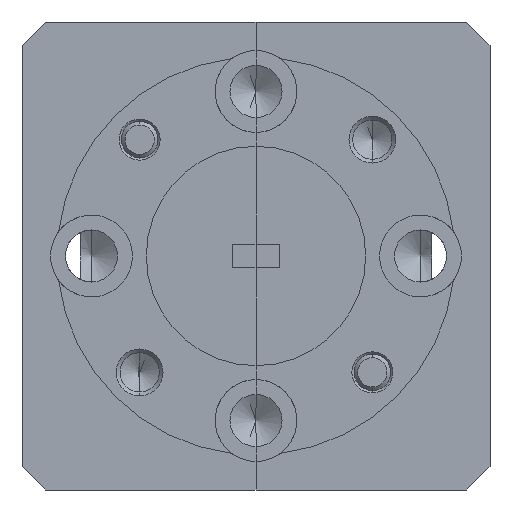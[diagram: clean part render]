
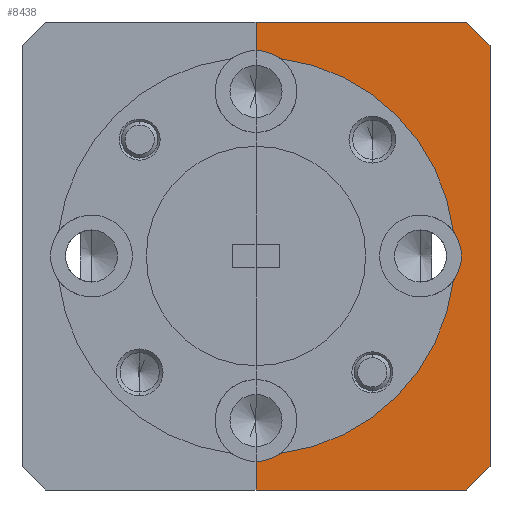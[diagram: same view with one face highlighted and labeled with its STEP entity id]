
A CAD part, front view. The second image highlights one B-rep face of the part: STEP entity #8438.
In plain terms, the highlighted planar face has unit normal (0, -1, 0).
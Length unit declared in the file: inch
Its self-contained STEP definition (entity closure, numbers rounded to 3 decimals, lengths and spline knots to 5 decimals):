
#61 = VERTEX_POINT ( 'NONE', #21180 ) ;
#278 = ORIENTED_EDGE ( 'NONE', *, *, #16574, .T. ) ;
#1132 = EDGE_CURVE ( 'NONE', #15993, #16356, #12693, .T. ) ;
#1414 = ORIENTED_EDGE ( 'NONE', *, *, #2550, .F. ) ;
#1599 = LINE ( 'NONE', #11899, #3398 ) ;
#1849 = DIRECTION ( 'NONE',  ( 0., 0., 1. ) ) ;
#2162 = CARTESIAN_POINT ( 'NONE',  ( 0.33, -0.81, -0.43 ) ) ;
#2273 = AXIS2_PLACEMENT_3D ( 'NONE', #20512, #18968, #7119 ) ;
#2453 = VERTEX_POINT ( 'NONE', #19015 ) ;
#2550 = EDGE_CURVE ( 'NONE', #10445, #6420, #6053, .T. ) ;
#2927 = VERTEX_POINT ( 'NONE', #17325 ) ;
#2938 = CARTESIAN_POINT ( 'NONE',  ( 0., -0.81, -0.4 ) ) ;
#2945 = DIRECTION ( 'NONE',  ( 0., 0., 1. ) ) ;
#3207 = CARTESIAN_POINT ( 'NONE',  ( 0.04177, -0.81, -0.33743 ) ) ;
#3398 = VECTOR ( 'NONE', #16990, 39.37008 ) ;
#3511 = VECTOR ( 'NONE', #10496, 39.37008 ) ;
#3898 = AXIS2_PLACEMENT_3D ( 'NONE', #12667, #6030, #7464 ) ;
#3988 = EDGE_CURVE ( 'NONE', #10445, #8740, #6438, .T. ) ;
#4339 = CARTESIAN_POINT ( 'NONE',  ( 0.4, -0.81, -0.36 ) ) ;
#4675 = VERTEX_POINT ( 'NONE', #6165 ) ;
#4831 = LINE ( 'NONE', #2938, #14592 ) ;
#5877 = VECTOR ( 'NONE', #9333, 39.37008 ) ;
#6030 = DIRECTION ( 'NONE',  ( 0., 1., 0. ) ) ;
#6053 = LINE ( 'NONE', #18218, #17970 ) ;
#6165 = CARTESIAN_POINT ( 'NONE',  ( 0.33743, -0.81, 0.04177 ) ) ;
#6243 = LINE ( 'NONE', #10882, #5877 ) ;
#6324 = ORIENTED_EDGE ( 'NONE', *, *, #20196, .T. ) ;
#6420 = VERTEX_POINT ( 'NONE', #21515 ) ;
#6438 = CIRCLE ( 'NONE', #16325, 0.07 ) ;
#6452 = CARTESIAN_POINT ( 'NONE',  ( 0.36, -0.81, 0.4 ) ) ;
#6653 = DIRECTION ( 'NONE',  ( 0., 0., 1. ) ) ;
#7119 = DIRECTION ( 'NONE',  ( 0., 0., -1. ) ) ;
#7423 = ORIENTED_EDGE ( 'NONE', *, *, #9609, .T. ) ;
#7464 = DIRECTION ( 'NONE',  ( 0., 0., 1. ) ) ;
#7538 = VECTOR ( 'NONE', #19938, 39.37008 ) ;
#8199 = CARTESIAN_POINT ( 'NONE',  ( 0.33743, -0.81, -0.04177 ) ) ;
#8438 = ADVANCED_FACE ( 'NONE', ( #15528 ), #10645, .T. ) ;
#8595 = CARTESIAN_POINT ( 'NONE',  ( 0., -0.81, 0. ) ) ;
#8740 = VERTEX_POINT ( 'NONE', #9745 ) ;
#8921 = ORIENTED_EDGE ( 'NONE', *, *, #14004, .T. ) ;
#9333 = DIRECTION ( 'NONE',  ( -0.707, 0., 0.707 ) ) ;
#9355 = ORIENTED_EDGE ( 'NONE', *, *, #21295, .T. ) ;
#9609 = EDGE_CURVE ( 'NONE', #4675, #15993, #15405, .T. ) ;
#9734 = AXIS2_PLACEMENT_3D ( 'NONE', #21537, #18110, #2945 ) ;
#9745 = CARTESIAN_POINT ( 'NONE',  ( 0.04177, -0.81, 0.33743 ) ) ;
#10445 = VERTEX_POINT ( 'NONE', #19130 ) ;
#10496 = DIRECTION ( 'NONE',  ( -1., 0., 0. ) ) ;
#10645 = PLANE ( 'NONE',  #2273 ) ;
#10882 = CARTESIAN_POINT ( 'NONE',  ( 0.73, -0.81, 0.03 ) ) ;
#11239 = DIRECTION ( 'NONE',  ( 0., 0., 1. ) ) ;
#11455 = DIRECTION ( 'NONE',  ( 0., 0., 1. ) ) ;
#11899 = CARTESIAN_POINT ( 'NONE',  ( 0.4, -0.81, 0.4 ) ) ;
#12148 = CARTESIAN_POINT ( 'NONE',  ( 0., -0.81, -0.28125 ) ) ;
#12378 = CIRCLE ( 'NONE', #20849, 0.07 ) ;
#12667 = CARTESIAN_POINT ( 'NONE',  ( 0., -0.81, 0. ) ) ;
#12693 = CIRCLE ( 'NONE', #21846, 0.34 ) ;
#12701 = CARTESIAN_POINT ( 'NONE',  ( 0.3, -0.81, 0.4 ) ) ;
#12854 = CARTESIAN_POINT ( 'NONE',  ( 0.3, -0.81, -0.4 ) ) ;
#13215 = ORIENTED_EDGE ( 'NONE', *, *, #21050, .F. ) ;
#13328 = DIRECTION ( 'NONE',  ( 0., 0., 1. ) ) ;
#14004 = EDGE_CURVE ( 'NONE', #14621, #6420, #15810, .T. ) ;
#14073 = ORIENTED_EDGE ( 'NONE', *, *, #20061, .F. ) ;
#14152 = EDGE_LOOP ( 'NONE', ( #1414, #19367, #18068, #7423, #20373, #278, #13215, #18314, #9355, #14073, #6324, #8921 ) ) ;
#14592 = VECTOR ( 'NONE', #11455, 39.37008 ) ;
#14621 = VERTEX_POINT ( 'NONE', #6452 ) ;
#14949 = DIRECTION ( 'NONE',  ( 0., 1., 0. ) ) ;
#15340 = EDGE_CURVE ( 'NONE', #8740, #4675, #16267, .T. ) ;
#15405 = CIRCLE ( 'NONE', #9734, 0.07 ) ;
#15478 = CARTESIAN_POINT ( 'NONE',  ( 0.4, -0.81, 0.36 ) ) ;
#15528 = FACE_OUTER_BOUND ( 'NONE', #14152, .T. ) ;
#15766 = LINE ( 'NONE', #2162, #19594 ) ;
#15810 = LINE ( 'NONE', #12701, #3511 ) ;
#15842 = VERTEX_POINT ( 'NONE', #4339 ) ;
#15993 = VERTEX_POINT ( 'NONE', #8199 ) ;
#16267 = CIRCLE ( 'NONE', #3898, 0.34 ) ;
#16325 = AXIS2_PLACEMENT_3D ( 'NONE', #18490, #14949, #6653 ) ;
#16356 = VERTEX_POINT ( 'NONE', #3207 ) ;
#16523 = VERTEX_POINT ( 'NONE', #15478 ) ;
#16574 = EDGE_CURVE ( 'NONE', #16356, #61, #12378, .T. ) ;
#16590 = DIRECTION ( 'NONE',  ( 0., 1., 0. ) ) ;
#16990 = DIRECTION ( 'NONE',  ( 0., 0., -1. ) ) ;
#17007 = EDGE_CURVE ( 'NONE', #2927, #2453, #21382, .T. ) ;
#17324 = DIRECTION ( 'NONE',  ( 0.707, 0., 0.707 ) ) ;
#17325 = CARTESIAN_POINT ( 'NONE',  ( 0.36, -0.81, -0.4 ) ) ;
#17970 = VECTOR ( 'NONE', #11239, 39.37008 ) ;
#18068 = ORIENTED_EDGE ( 'NONE', *, *, #15340, .T. ) ;
#18110 = DIRECTION ( 'NONE',  ( 0., 1., 0. ) ) ;
#18218 = CARTESIAN_POINT ( 'NONE',  ( 0., -0.81, -0.4 ) ) ;
#18314 = ORIENTED_EDGE ( 'NONE', *, *, #17007, .F. ) ;
#18490 = CARTESIAN_POINT ( 'NONE',  ( 0., -0.81, 0.28125 ) ) ;
#18916 = DIRECTION ( 'NONE',  ( 0., 1., 0. ) ) ;
#18968 = DIRECTION ( 'NONE',  ( 0., -1., 0. ) ) ;
#19015 = CARTESIAN_POINT ( 'NONE',  ( 0., -0.81, -0.4 ) ) ;
#19130 = CARTESIAN_POINT ( 'NONE',  ( 0., -0.81, 0.35125 ) ) ;
#19367 = ORIENTED_EDGE ( 'NONE', *, *, #3988, .T. ) ;
#19594 = VECTOR ( 'NONE', #17324, 39.37008 ) ;
#19938 = DIRECTION ( 'NONE',  ( -1., 0., 0. ) ) ;
#20061 = EDGE_CURVE ( 'NONE', #16523, #15842, #1599, .T. ) ;
#20196 = EDGE_CURVE ( 'NONE', #16523, #14621, #6243, .T. ) ;
#20373 = ORIENTED_EDGE ( 'NONE', *, *, #1132, .T. ) ;
#20512 = CARTESIAN_POINT ( 'NONE',  ( 0.3, -0.81, -0.4 ) ) ;
#20849 = AXIS2_PLACEMENT_3D ( 'NONE', #12148, #18916, #13328 ) ;
#21050 = EDGE_CURVE ( 'NONE', #2453, #61, #4831, .T. ) ;
#21180 = CARTESIAN_POINT ( 'NONE',  ( 0., -0.81, -0.35125 ) ) ;
#21295 = EDGE_CURVE ( 'NONE', #2927, #15842, #15766, .T. ) ;
#21382 = LINE ( 'NONE', #12854, #7538 ) ;
#21515 = CARTESIAN_POINT ( 'NONE',  ( 0., -0.81, 0.4 ) ) ;
#21537 = CARTESIAN_POINT ( 'NONE',  ( 0.28125, -0.81, 0. ) ) ;
#21846 = AXIS2_PLACEMENT_3D ( 'NONE', #8595, #16590, #1849 ) ;
